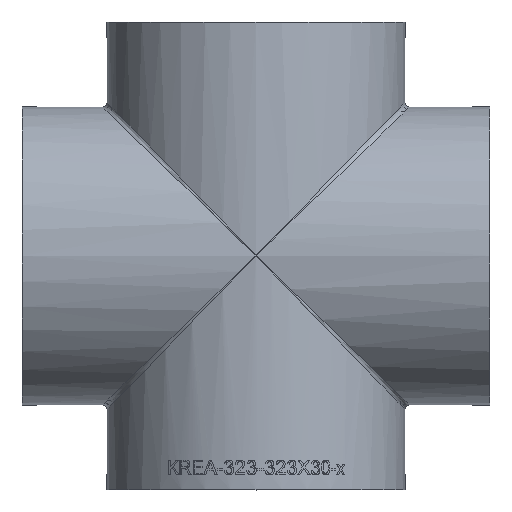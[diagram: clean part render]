
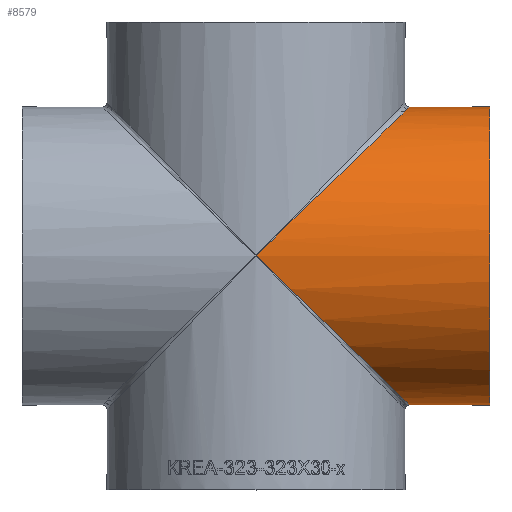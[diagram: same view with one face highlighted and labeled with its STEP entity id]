
A CAD part, top view. The second image highlights one B-rep face of the part: STEP entity #8579.
In plain terms, the highlighted cylindrical face has radius 161.95 mm (diameter 323.9 mm), a full revolution.
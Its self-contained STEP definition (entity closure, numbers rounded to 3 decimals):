
#875 = CARTESIAN_POINT ( 'NONE',  ( 333.9, -323.9, -161.95 ) ) ;
#1268 = CARTESIAN_POINT ( 'NONE',  ( 254., 0., 0. ) ) ;
#1697 = DIRECTION ( 'NONE',  ( -1., 0., 0. ) ) ;
#2279 = VERTEX_POINT ( 'NONE', #42825 ) ;
#3442 = EDGE_CURVE ( 'NONE', #17189, #8760, #12676, .T. ) ;
#3762 = CIRCLE ( 'NONE', #21401, 161.95 ) ;
#5101 = DIRECTION ( 'NONE',  ( -1., 0., 0. ) ) ;
#7712 = FACE_OUTER_BOUND ( 'NONE', #42353, .T. ) ;
#8579 = ADVANCED_FACE ( 'NONE', ( #42236, #7712 ), #21403, .T. ) ;
#8760 = VERTEX_POINT ( 'NONE', #34026 ) ;
#9588 = CARTESIAN_POINT ( 'NONE',  ( 0., 0., 161.95 ) ) ;
#11893 = EDGE_LOOP ( 'NONE', ( #37184 ) ) ;
#12676 =( BOUNDED_CURVE ( )  B_SPLINE_CURVE ( 3, ( #22493, #15410, #875, #32468 ),
 .UNSPECIFIED., .F., .T. ) 
 B_SPLINE_CURVE_WITH_KNOTS ( ( 4, 4 ),
 ( 1.571, 4.712 ),
 .UNSPECIFIED. ) 
 CURVE ( )  GEOMETRIC_REPRESENTATION_ITEM ( )  RATIONAL_B_SPLINE_CURVE ( ( 1., 0.333, 0.333, 1. ) ) 
 REPRESENTATION_ITEM ( '' )  );
#12684 = CARTESIAN_POINT ( 'NONE',  ( 0., 0., 161.95 ) ) ;
#15410 = CARTESIAN_POINT ( 'NONE',  ( 333.9, -323.9, 161.95 ) ) ;
#16215 = CARTESIAN_POINT ( 'NONE',  ( 333.9, 323.9, 161.95 ) ) ;
#17189 = VERTEX_POINT ( 'NONE', #9588 ) ;
#19954 = EDGE_CURVE ( 'NONE', #2279, #2279, #3762, .T. ) ;
#21017 = AXIS2_PLACEMENT_3D ( 'NONE', #1268, #1697, #32028 ) ;
#21401 = AXIS2_PLACEMENT_3D ( 'NONE', #31678, #5101, #32109 ) ;
#21403 = CYLINDRICAL_SURFACE ( 'NONE', #21017, 161.95 ) ;
#22493 = CARTESIAN_POINT ( 'NONE',  ( 0., 0., 161.95 ) ) ;
#31678 = CARTESIAN_POINT ( 'NONE',  ( 254., 0., 0. ) ) ;
#32028 = DIRECTION ( 'NONE',  ( 0., 0., 1. ) ) ;
#32109 = DIRECTION ( 'NONE',  ( 0., 0., 1. ) ) ;
#32284 = EDGE_CURVE ( 'NONE', #8760, #17189, #37260, .T. ) ;
#32468 = CARTESIAN_POINT ( 'NONE',  ( 0., 0., -161.95 ) ) ;
#33054 = CARTESIAN_POINT ( 'NONE',  ( 333.9, 323.9, -161.95 ) ) ;
#33499 = CARTESIAN_POINT ( 'NONE',  ( 0., 0., -161.95 ) ) ;
#34026 = CARTESIAN_POINT ( 'NONE',  ( 0., 0., -161.95 ) ) ;
#36149 = ORIENTED_EDGE ( 'NONE', *, *, #32284, .T. ) ;
#37184 = ORIENTED_EDGE ( 'NONE', *, *, #19954, .T. ) ;
#37260 =( BOUNDED_CURVE ( )  B_SPLINE_CURVE ( 3, ( #33499, #33054, #16215, #12684 ),
 .UNSPECIFIED., .F., .T. ) 
 B_SPLINE_CURVE_WITH_KNOTS ( ( 4, 4 ),
 ( 1.571, 4.712 ),
 .UNSPECIFIED. ) 
 CURVE ( )  GEOMETRIC_REPRESENTATION_ITEM ( )  RATIONAL_B_SPLINE_CURVE ( ( 1., 0.333, 0.333, 1. ) ) 
 REPRESENTATION_ITEM ( '' )  );
#40019 = ORIENTED_EDGE ( 'NONE', *, *, #3442, .T. ) ;
#42236 = FACE_OUTER_BOUND ( 'NONE', #11893, .T. ) ;
#42353 = EDGE_LOOP ( 'NONE', ( #36149, #40019 ) ) ;
#42825 = CARTESIAN_POINT ( 'NONE',  ( 254., 0., 161.95 ) ) ;
